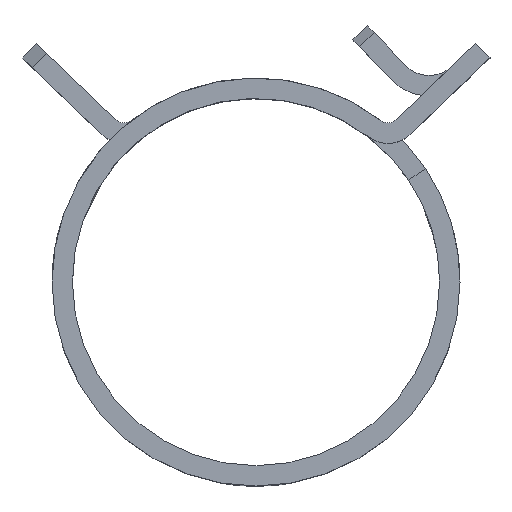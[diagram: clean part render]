
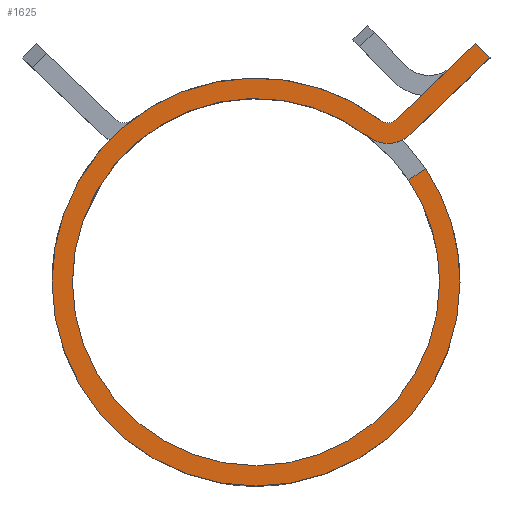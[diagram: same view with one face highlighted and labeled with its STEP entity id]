
A CAD part, top view. The second image highlights one B-rep face of the part: STEP entity #1625.
In plain terms, the highlighted planar face has unit normal (0, 0, 1).
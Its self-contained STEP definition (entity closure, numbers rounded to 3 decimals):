
#15 = LINE ( 'NONE', #4871, #2660 ) ;
#147 = DIRECTION ( 'NONE',  ( -0.722, -0.692, 0. ) ) ;
#164 = CARTESIAN_POINT ( 'NONE',  ( 0., 0., 6. ) ) ;
#188 = DIRECTION ( 'NONE',  ( 1., 0., 0. ) ) ;
#293 = VECTOR ( 'NONE', #1276, 1000. ) ;
#295 = ORIENTED_EDGE ( 'NONE', *, *, #3131, .F. ) ;
#404 = VERTEX_POINT ( 'NONE', #4976 ) ;
#469 = CARTESIAN_POINT ( 'NONE',  ( -17., 0., 6. ) ) ;
#485 = VERTEX_POINT ( 'NONE', #4098 ) ;
#553 = CARTESIAN_POINT ( 'NONE',  ( 0., 0., 6. ) ) ;
#661 = VERTEX_POINT ( 'NONE', #2837 ) ;
#756 = DIRECTION ( 'NONE',  ( 1., 0., 0. ) ) ;
#791 = AXIS2_PLACEMENT_3D ( 'NONE', #2830, #930, #6130 ) ;
#839 = VERTEX_POINT ( 'NONE', #5370 ) ;
#913 = VERTEX_POINT ( 'NONE', #3716 ) ;
#930 = DIRECTION ( 'NONE',  ( 0., 0., -1. ) ) ;
#955 = ORIENTED_EDGE ( 'NONE', *, *, #5409, .F. ) ;
#1050 = VERTEX_POINT ( 'NONE', #2993 ) ;
#1070 = EDGE_CURVE ( 'NONE', #661, #2747, #5847, .T. ) ;
#1075 = AXIS2_PLACEMENT_3D ( 'NONE', #4835, #3873, #3410 ) ;
#1191 = CIRCLE ( 'NONE', #5459, 15.3 ) ;
#1196 = CIRCLE ( 'NONE', #4076, 15.3 ) ;
#1276 = DIRECTION ( 'NONE',  ( 0.831, 0.556, 0. ) ) ;
#1362 = ORIENTED_EDGE ( 'NONE', *, *, #4927, .F. ) ;
#1468 = CARTESIAN_POINT ( 'NONE',  ( 0., 0., 6. ) ) ;
#1625 = ADVANCED_FACE ( 'NONE', ( #5241 ), #2441, .T. ) ;
#1646 = EDGE_CURVE ( 'NONE', #2421, #5045, #15, .T. ) ;
#1650 = CARTESIAN_POINT ( 'NONE',  ( 18.324, 19.903, 6. ) ) ;
#1680 = AXIS2_PLACEMENT_3D ( 'NONE', #1779, #4455, #188 ) ;
#1691 = ORIENTED_EDGE ( 'NONE', *, *, #5568, .T. ) ;
#1753 = AXIS2_PLACEMENT_3D ( 'NONE', #5744, #5808, #4747 ) ;
#1779 = CARTESIAN_POINT ( 'NONE',  ( 10.985, 14.259, 6. ) ) ;
#1813 = VERTEX_POINT ( 'NONE', #2069 ) ;
#1824 = ORIENTED_EDGE ( 'NONE', *, *, #1892, .T. ) ;
#1834 = DIRECTION ( 'NONE',  ( 1., 0., 0. ) ) ;
#1860 = AXIS2_PLACEMENT_3D ( 'NONE', #2376, #2408, #1834 ) ;
#1871 = AXIS2_PLACEMENT_3D ( 'NONE', #1468, #5389, #4920 ) ;
#1892 = EDGE_CURVE ( 'NONE', #839, #4494, #5534, .T. ) ;
#1986 = EDGE_CURVE ( 'NONE', #2747, #839, #3467, .T. ) ;
#2050 = ORIENTED_EDGE ( 'NONE', *, *, #1070, .T. ) ;
#2069 = CARTESIAN_POINT ( 'NONE',  ( -15.3, 0., 6. ) ) ;
#2073 = CIRCLE ( 'NONE', #5539, 17. ) ;
#2283 = EDGE_CURVE ( 'NONE', #404, #485, #2073, .T. ) ;
#2299 = CARTESIAN_POINT ( 'NONE',  ( 11.677, 13.537, 6. ) ) ;
#2375 = ORIENTED_EDGE ( 'NONE', *, *, #2283, .T. ) ;
#2376 = CARTESIAN_POINT ( 'NONE',  ( 0., 0., 6. ) ) ;
#2408 = DIRECTION ( 'NONE',  ( 0., 0., 1. ) ) ;
#2421 = VERTEX_POINT ( 'NONE', #4202 ) ;
#2441 = PLANE ( 'NONE',  #1075 ) ;
#2552 = CARTESIAN_POINT ( 'NONE',  ( 18.324, 19.903, 6. ) ) ;
#2584 = LINE ( 'NONE', #1650, #2977 ) ;
#2660 = VECTOR ( 'NONE', #147, 1000. ) ;
#2746 = VECTOR ( 'NONE', #3425, 1000. ) ;
#2747 = VERTEX_POINT ( 'NONE', #2299 ) ;
#2830 = CARTESIAN_POINT ( 'NONE',  ( 10.985, 14.259, 6. ) ) ;
#2837 = CARTESIAN_POINT ( 'NONE',  ( 18.324, 19.903, 6. ) ) ;
#2937 = EDGE_CURVE ( 'NONE', #661, #2421, #2584, .T. ) ;
#2977 = VECTOR ( 'NONE', #4913, 1000. ) ;
#2993 = CARTESIAN_POINT ( 'NONE',  ( 12.72, 8.503, 6. ) ) ;
#3118 = CARTESIAN_POINT ( 'NONE',  ( 0., 0., 6. ) ) ;
#3131 = EDGE_CURVE ( 'NONE', #1813, #5210, #1191, .T. ) ;
#3252 = LINE ( 'NONE', #3710, #293 ) ;
#3336 = CARTESIAN_POINT ( 'NONE',  ( 15.3, 0., 6. ) ) ;
#3410 = DIRECTION ( 'NONE',  ( 1., 0., 0. ) ) ;
#3425 = DIRECTION ( 'NONE',  ( -0.722, -0.692, 0. ) ) ;
#3467 = CIRCLE ( 'NONE', #1680, 1. ) ;
#3660 = CIRCLE ( 'NONE', #1871, 17. ) ;
#3710 = CARTESIAN_POINT ( 'NONE',  ( 12.72, 8.503, 6. ) ) ;
#3716 = CARTESIAN_POINT ( 'NONE',  ( 9.338, 12.12, 6. ) ) ;
#3840 = DIRECTION ( 'NONE',  ( 1., 0., 0. ) ) ;
#3858 = DIRECTION ( 'NONE',  ( 1., 0., 0. ) ) ;
#3873 = DIRECTION ( 'NONE',  ( 0., 0., 1. ) ) ;
#4040 = ORIENTED_EDGE ( 'NONE', *, *, #1986, .T. ) ;
#4059 = ORIENTED_EDGE ( 'NONE', *, *, #1646, .F. ) ;
#4066 = CIRCLE ( 'NONE', #1860, 15.3 ) ;
#4076 = AXIS2_PLACEMENT_3D ( 'NONE', #164, #4465, #3858 ) ;
#4098 = CARTESIAN_POINT ( 'NONE',  ( 14.133, 9.448, 6. ) ) ;
#4117 = EDGE_CURVE ( 'NONE', #913, #1813, #4066, .T. ) ;
#4202 = CARTESIAN_POINT ( 'NONE',  ( 19.5, 18.675, 6. ) ) ;
#4271 = ORIENTED_EDGE ( 'NONE', *, *, #4117, .F. ) ;
#4353 = DIRECTION ( 'NONE',  ( 0., 0., 1. ) ) ;
#4455 = DIRECTION ( 'NONE',  ( 0., 0., -1. ) ) ;
#4465 = DIRECTION ( 'NONE',  ( 0., 0., 1. ) ) ;
#4494 = VERTEX_POINT ( 'NONE', #469 ) ;
#4577 = CIRCLE ( 'NONE', #791, 2.7 ) ;
#4747 = DIRECTION ( 'NONE',  ( 1., 0., 0. ) ) ;
#4835 = CARTESIAN_POINT ( 'NONE',  ( 0., 0., 6. ) ) ;
#4871 = CARTESIAN_POINT ( 'NONE',  ( 19.5, 18.675, 6. ) ) ;
#4913 = DIRECTION ( 'NONE',  ( 0.692, -0.722, 0. ) ) ;
#4920 = DIRECTION ( 'NONE',  ( 1., 0., 0. ) ) ;
#4927 = EDGE_CURVE ( 'NONE', #1050, #485, #3252, .T. ) ;
#4941 = CARTESIAN_POINT ( 'NONE',  ( 12.853, 12.309, 6. ) ) ;
#4976 = CARTESIAN_POINT ( 'NONE',  ( 17., 0., 6. ) ) ;
#5021 = DIRECTION ( 'NONE',  ( 0., 0., 1. ) ) ;
#5045 = VERTEX_POINT ( 'NONE', #4941 ) ;
#5210 = VERTEX_POINT ( 'NONE', #3336 ) ;
#5241 = FACE_OUTER_BOUND ( 'NONE', #5643, .T. ) ;
#5370 = CARTESIAN_POINT ( 'NONE',  ( 10.375, 13.467, 6. ) ) ;
#5389 = DIRECTION ( 'NONE',  ( 0., 0., 1. ) ) ;
#5409 = EDGE_CURVE ( 'NONE', #5045, #913, #4577, .T. ) ;
#5459 = AXIS2_PLACEMENT_3D ( 'NONE', #553, #4353, #3840 ) ;
#5519 = EDGE_CURVE ( 'NONE', #5210, #1050, #1196, .T. ) ;
#5534 = CIRCLE ( 'NONE', #1753, 17. ) ;
#5539 = AXIS2_PLACEMENT_3D ( 'NONE', #3118, #5021, #756 ) ;
#5568 = EDGE_CURVE ( 'NONE', #4494, #404, #3660, .T. ) ;
#5643 = EDGE_LOOP ( 'NONE', ( #1824, #1691, #2375, #1362, #6062, #295, #4271, #955, #4059, #5674, #2050, #4040 ) ) ;
#5674 = ORIENTED_EDGE ( 'NONE', *, *, #2937, .F. ) ;
#5744 = CARTESIAN_POINT ( 'NONE',  ( 0., 0., 6. ) ) ;
#5808 = DIRECTION ( 'NONE',  ( 0., 0., 1. ) ) ;
#5847 = LINE ( 'NONE', #2552, #2746 ) ;
#6062 = ORIENTED_EDGE ( 'NONE', *, *, #5519, .F. ) ;
#6130 = DIRECTION ( 'NONE',  ( -1., 0., 0. ) ) ;
